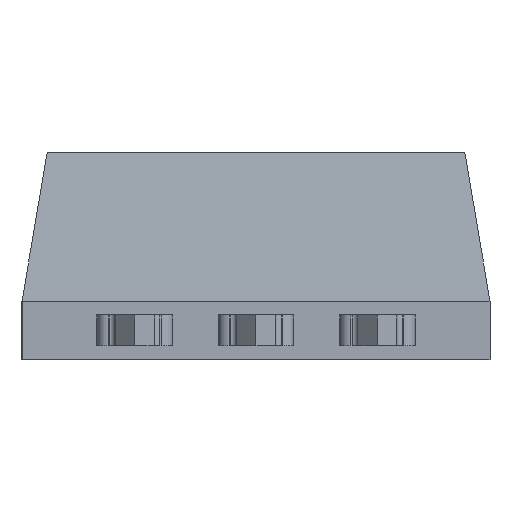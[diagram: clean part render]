
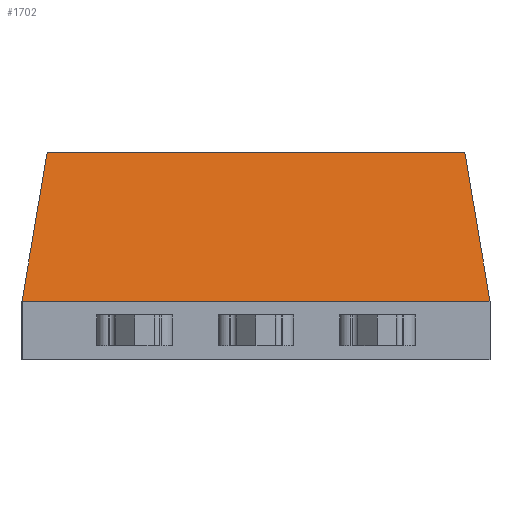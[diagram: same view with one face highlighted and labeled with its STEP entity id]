
A CAD part, front view. The second image highlights one B-rep face of the part: STEP entity #1702.
In plain terms, the highlighted planar face has unit normal (0, -0.986, 0.166).
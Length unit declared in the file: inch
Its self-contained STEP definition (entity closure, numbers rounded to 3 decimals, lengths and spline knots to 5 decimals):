
#42 = VERTEX_POINT ( 'NONE', #122 ) ;
#53 = VERTEX_POINT ( 'NONE', #133 ) ;
#59 = VERTEX_POINT ( 'NONE', #139 ) ;
#101 = VERTEX_POINT ( 'NONE', #749 ) ;
#122 = CARTESIAN_POINT ( 'NONE',  ( 0.2045, -0.194, 0.051 ) ) ;
#133 = CARTESIAN_POINT ( 'NONE',  ( -0.2045, -0.194, 0.051 ) ) ;
#139 = CARTESIAN_POINT ( 'NONE',  ( -0.1825, -0.17212, 0.181 ) ) ;
#157 = EDGE_LOOP ( 'NONE', ( #268, #270, #266, #269 ) ) ;
#266 = ORIENTED_EDGE ( 'NONE', *, *, #1659, .F. ) ;
#268 = ORIENTED_EDGE ( 'NONE', *, *, #1617, .T. ) ;
#269 = ORIENTED_EDGE ( 'NONE', *, *, #1632, .T. ) ;
#270 = ORIENTED_EDGE ( 'NONE', *, *, #1621, .F. ) ;
#749 = CARTESIAN_POINT ( 'NONE',  ( 0.1825, -0.17212, 0.181 ) ) ;
#1005 = PLANE ( 'NONE',  #2045 ) ;
#1006 = CARTESIAN_POINT ( 'NONE',  ( 0.1825, -0.17212, 0.181 ) ) ;
#1007 = DIRECTION ( 'NONE',  ( 0., 0.986, -0.166 ) ) ;
#1008 = DIRECTION ( 'NONE',  ( 0., 0.166, 0.986 ) ) ;
#1175 = LINE ( 'NONE', #1176, #1844 ) ;
#1176 = CARTESIAN_POINT ( 'NONE',  ( 0.2045, -0.194, 0.051 ) ) ;
#1177 = DIRECTION ( 'NONE',  ( -0.165, 0.164, 0.973 ) ) ;
#1187 = LINE ( 'NONE', #1188, #1840 ) ;
#1188 = CARTESIAN_POINT ( 'NONE',  ( -0.1825, -0.17212, 0.181 ) ) ;
#1189 = DIRECTION ( 'NONE',  ( 1., 0., 0. ) ) ;
#1220 = LINE ( 'NONE', #1221, #1830 ) ;
#1221 = CARTESIAN_POINT ( 'NONE',  ( 0.1825, -0.194, 0.051 ) ) ;
#1222 = DIRECTION ( 'NONE',  ( 1., 0., 0. ) ) ;
#1301 = LINE ( 'NONE', #1302, #1425 ) ;
#1302 = CARTESIAN_POINT ( 'NONE',  ( -0.2045, -0.194, 0.051 ) ) ;
#1303 = DIRECTION ( 'NONE',  ( 0.165, 0.164, 0.973 ) ) ;
#1425 = VECTOR ( 'NONE', #1303, 39.37008 ) ;
#1617 = EDGE_CURVE ( 'NONE', #42, #101, #1175, .T. ) ;
#1621 = EDGE_CURVE ( 'NONE', #59, #101, #1187, .T. ) ;
#1632 = EDGE_CURVE ( 'NONE', #53, #42, #1220, .T. ) ;
#1659 = EDGE_CURVE ( 'NONE', #53, #59, #1301, .T. ) ;
#1702 = ADVANCED_FACE ( 'NONE', ( #2037 ), #1005, .F. ) ;
#1830 = VECTOR ( 'NONE', #1222, 39.37008 ) ;
#1840 = VECTOR ( 'NONE', #1189, 39.37008 ) ;
#1844 = VECTOR ( 'NONE', #1177, 39.37008 ) ;
#2037 = FACE_OUTER_BOUND ( 'NONE', #157, .T. ) ;
#2045 = AXIS2_PLACEMENT_3D ( 'NONE', #1006, #1007, #1008 ) ;
